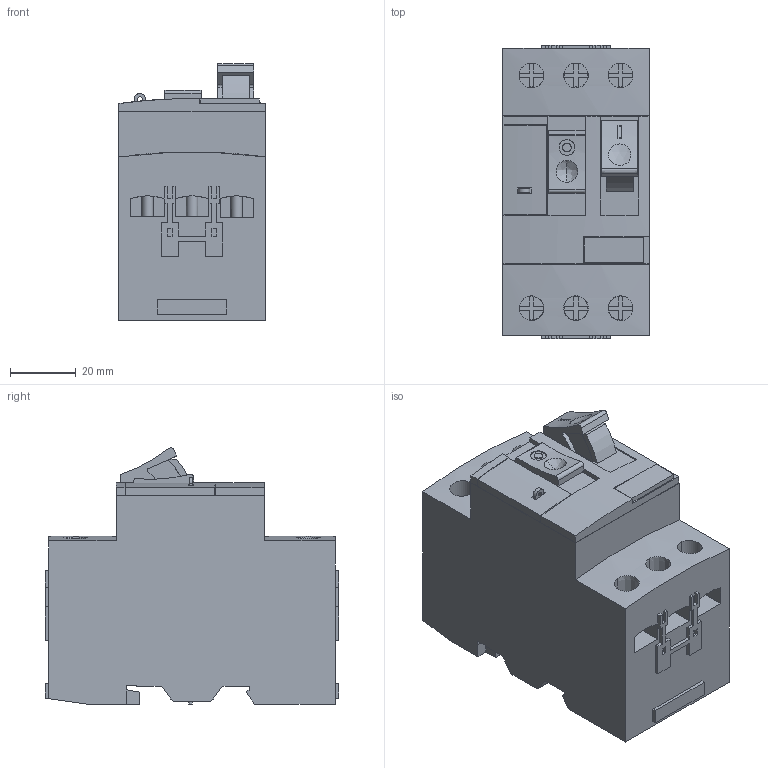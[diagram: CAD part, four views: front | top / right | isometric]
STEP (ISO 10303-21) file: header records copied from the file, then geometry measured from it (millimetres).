
FILE_DESCRIPTION((''),'2;1');
FILE_NAME('GV2ME10-3D_ASM','2021-09-14T14:41:48',('SESA540900'),('Schneider-Electric'),'CREO PARAMETRIC BY PTC INC, 2019471','CREO PARAMETRIC BY PTC INC, 2019471','');
FILE_SCHEMA(('AP242_MANAGED_MODEL_BASED_3D_ENGINEERING_MIM_LF { 1 0 10303 442 1 1 4 }'));
Products named in the file (2): GV2ME10-3D-SIMPLIFIED; GV2ME10-3D_ASM
Assembly tree (1 placements, depth 2):
  GV2ME10-3D_ASM
    GV2ME10-3D-SIMPLIFIED
Bounding box: 44.5 x 89 x 77.75 mm (x, y, z)
Volume: 211645.7 mm3; surface area: 33128.2 mm2
Topology: 4 solids, 5 shells, 463 faces, 1698 edges, 1288 vertices
Faces by surface type: plane 362, cylinder 88, extrusion 9, sphere 2, bspline 2
Entity records: 52357 total; most frequent: CARTESIAN_POINT 30620, DIRECTION 2879, ORIENTED_EDGE 2498, PRESENTATION_STYLE_ASSIGNMENT 1839, STYLED_ITEM 1717, CURVE_STYLE 1704, VECTOR 1391, LINE 1382
